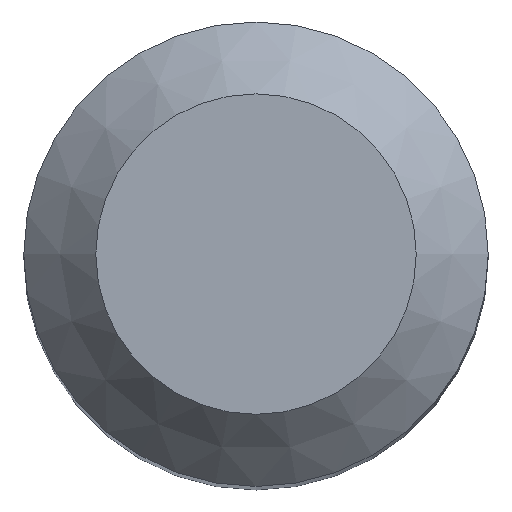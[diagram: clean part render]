
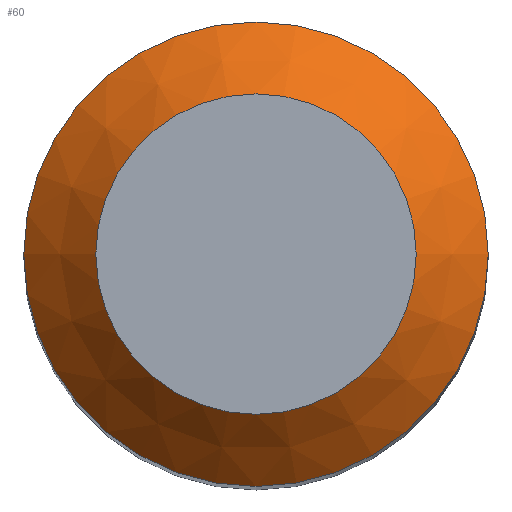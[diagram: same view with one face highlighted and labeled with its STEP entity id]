
A CAD part, top view. The second image highlights one B-rep face of the part: STEP entity #60.
In plain terms, the highlighted conical face has half-angle 45 degrees and reference radius 2.76 mm.
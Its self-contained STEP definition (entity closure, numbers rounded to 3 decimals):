
#43=CONICAL_SURFACE('',#206,2.76,45.);
#60=ADVANCED_FACE('',(#76,#77),#43,.T.);
#76=FACE_BOUND('',#94,.T.);
#77=FACE_BOUND('',#95,.T.);
#94=EDGE_LOOP('',(#112));
#95=EDGE_LOOP('',(#113));
#112=ORIENTED_EDGE('',*,*,#131,.F.);
#113=ORIENTED_EDGE('',*,*,#135,.T.);
#121=VERTEX_POINT('',#289);
#125=VERTEX_POINT('',#302);
#131=EDGE_CURVE('',#121,#121,#140,.T.);
#135=EDGE_CURVE('',#125,#125,#144,.T.);
#140=CIRCLE('',#195,4.);
#144=CIRCLE('',#204,2.76);
#195=AXIS2_PLACEMENT_3D('',#288,#224,#225);
#204=AXIS2_PLACEMENT_3D('',#301,#242,#243);
#206=AXIS2_PLACEMENT_3D('',#304,#246,#247);
#224=DIRECTION('',(0.,0.,-1.));
#225=DIRECTION('',(-1.,0.,0.));
#242=DIRECTION('',(0.,0.,-1.));
#243=DIRECTION('',(-1.,0.,0.));
#246=DIRECTION('',(0.,0.,-1.));
#247=DIRECTION('',(-1.,0.,0.));
#288=CARTESIAN_POINT('',(0.,0.,-1.24));
#289=CARTESIAN_POINT('',(-4.,0.,-1.24));
#301=CARTESIAN_POINT('',(0.,0.,0.));
#302=CARTESIAN_POINT('',(-2.76,0.,0.));
#304=CARTESIAN_POINT('',(0.,0.,0.));
